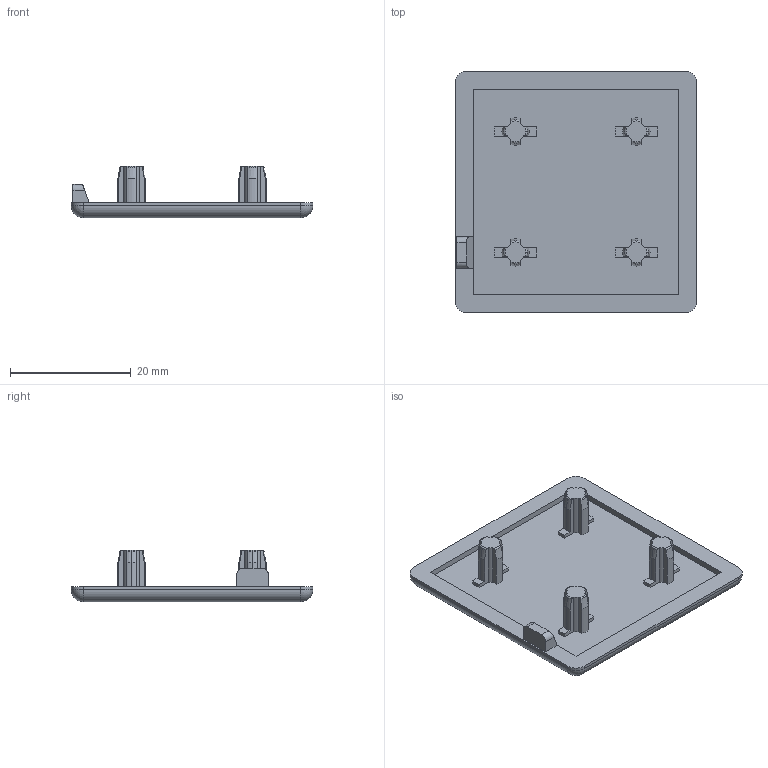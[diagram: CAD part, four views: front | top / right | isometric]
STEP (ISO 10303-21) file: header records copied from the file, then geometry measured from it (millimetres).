
FILE_DESCRIPTION (( 'STEP AP214' ), '1' );
FILE_NAME ('091182.STEP', '2013-12-05T10:56:48', ( '' ), ( '' ), 'SwSTEP 2.0', 'SolidWorks 2012', '' );
FILE_SCHEMA (( 'AUTOMOTIVE_DESIGN' ));
Length unit declared in the file: millimetre
Products named in the file (1): 091182
Bounding box: 40 x 40 x 8.5 mm (x, y, z)
Volume: 3064.4 mm3; surface area: 4056 mm2
Topology: 1 solids, 1 shells, 162 faces, 451 edges, 292 vertices
Faces by surface type: plane 60, cylinder 58, torus 20, cone 20, sphere 4
Entity records: 5351 total; most frequent: CARTESIAN_POINT 1164, ORIENTED_EDGE 894, DIRECTION 869, EDGE_CURVE 447, AXIS2_PLACEMENT_3D 325, VERTEX_POINT 292, VECTOR 219, LINE 219
